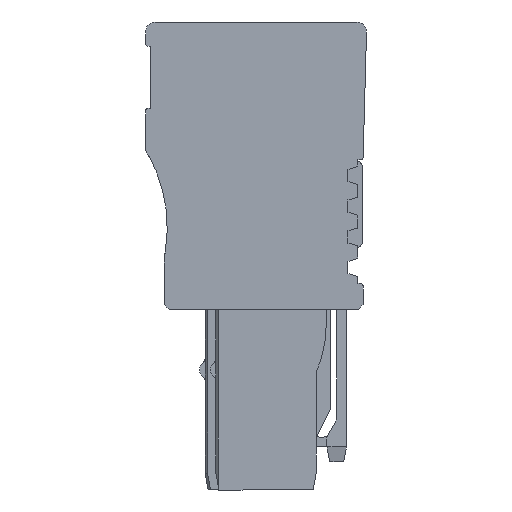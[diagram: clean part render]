
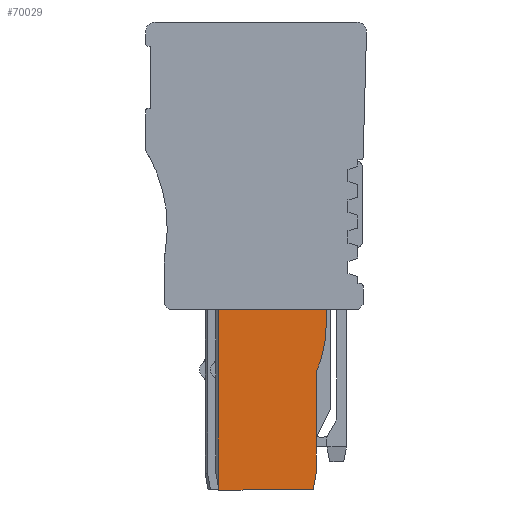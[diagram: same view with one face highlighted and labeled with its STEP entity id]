
A CAD part, left-side view. The second image highlights one B-rep face of the part: STEP entity #70029.
In plain terms, the highlighted planar face has unit normal (-1, 0, 0).
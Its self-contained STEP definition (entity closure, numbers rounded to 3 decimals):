
#67687=AXIS2_PLACEMENT_3D('Circle Axis2P3D',#67685,#67686,$) ;
#70005=AXIS2_PLACEMENT_3D('Plane Axis2P3D',#70002,#70003,#70004) ;
#66367=CARTESIAN_POINT('Vertex',(0.7,5.392,0.)) ;
#66370=CARTESIAN_POINT('Line Origine',(0.7,10.154,0.)) ;
#66374=CARTESIAN_POINT('Vertex',(0.7,14.917,0.)) ;
#67315=CARTESIAN_POINT('Line Origine',(0.7,14.967,9.267)) ;
#67319=CARTESIAN_POINT('Vertex',(0.7,14.967,18.25)) ;
#67321=CARTESIAN_POINT('Vertex',(0.7,14.967,0.284)) ;
#67367=CARTESIAN_POINT('Line Origine',(0.7,14.942,0.142)) ;
#67682=CARTESIAN_POINT('Vertex',(0.7,4.092,16.445)) ;
#67685=CARTESIAN_POINT('Axis2P3D Location',(0.7,15.092,16.492)) ;
#67689=CARTESIAN_POINT('Vertex',(0.7,5.092,11.91)) ;
#69535=CARTESIAN_POINT('Line Origine',(0.7,5.242,0.85)) ;
#69539=CARTESIAN_POINT('Vertex',(0.7,5.092,1.701)) ;
#69971=CARTESIAN_POINT('Line Origine',(0.7,5.092,6.805)) ;
#70002=CARTESIAN_POINT('Axis2P3D Location',(0.7,4.092,0.)) ;
#70007=CARTESIAN_POINT('Line Origine',(0.7,9.529,18.25)) ;
#70011=CARTESIAN_POINT('Vertex',(0.7,4.092,18.25)) ;
#70014=CARTESIAN_POINT('Line Origine',(0.7,4.092,17.348)) ;
#66371=DIRECTION('Vector Direction',(0.,-1.,0.)) ;
#67316=DIRECTION('Vector Direction',(0.,0.,-1.)) ;
#67368=DIRECTION('Vector Direction',(0.,0.174,0.985)) ;
#67686=DIRECTION('Axis2P3D Direction',(-1.,0.,0.)) ;
#69536=DIRECTION('Vector Direction',(0.,-0.174,0.985)) ;
#69972=DIRECTION('Vector Direction',(0.,0.,1.)) ;
#70003=DIRECTION('Axis2P3D Direction',(-1.,0.,0.)) ;
#70004=DIRECTION('Axis2P3D XDirection',(0.,1.,0.)) ;
#70008=DIRECTION('Vector Direction',(0.,1.,0.)) ;
#70015=DIRECTION('Vector Direction',(0.,0.,-1.)) ;
#66372=VECTOR('Line Direction',#66371,1.) ;
#67317=VECTOR('Line Direction',#67316,1.) ;
#67369=VECTOR('Line Direction',#67368,1.) ;
#69537=VECTOR('Line Direction',#69536,1.) ;
#69973=VECTOR('Line Direction',#69972,1.) ;
#70009=VECTOR('Line Direction',#70008,1.) ;
#70016=VECTOR('Line Direction',#70015,1.) ;
#70020=ORIENTED_EDGE('',*,*,#70013,.F.) ;
#70021=ORIENTED_EDGE('',*,*,#67323,.T.) ;
#70022=ORIENTED_EDGE('',*,*,#67371,.F.) ;
#70023=ORIENTED_EDGE('',*,*,#66376,.T.) ;
#70024=ORIENTED_EDGE('',*,*,#69541,.T.) ;
#70025=ORIENTED_EDGE('',*,*,#69975,.F.) ;
#70026=ORIENTED_EDGE('',*,*,#67691,.F.) ;
#70027=ORIENTED_EDGE('',*,*,#70018,.T.) ;
#70029=ADVANCED_FACE('GH_ZP4-1AN.1\\GH_ZP_M2NA_STA',(#70028),#70006,.T.) ;
#67688=CIRCLE('generated circle',#67687,11.) ;
#66376=EDGE_CURVE('',#66375,#66368,#66373,.T.) ;
#67323=EDGE_CURVE('',#67320,#67322,#67318,.T.) ;
#67371=EDGE_CURVE('',#66375,#67322,#67370,.T.) ;
#67691=EDGE_CURVE('',#67683,#67690,#67688,.F.) ;
#69541=EDGE_CURVE('',#66368,#69540,#69538,.T.) ;
#69975=EDGE_CURVE('',#67690,#69540,#69974,.F.) ;
#70013=EDGE_CURVE('',#67320,#70012,#70010,.F.) ;
#70018=EDGE_CURVE('',#67683,#70012,#70017,.F.) ;
#70019=EDGE_LOOP('',(#70020,#70021,#70022,#70023,#70024,#70025,#70026,#70027)) ;
#70028=FACE_OUTER_BOUND('',#70019,.T.) ;
#66373=LINE('Line',#66370,#66372) ;
#67318=LINE('Line',#67315,#67317) ;
#67370=LINE('Line',#67367,#67369) ;
#69538=LINE('Line',#69535,#69537) ;
#69974=LINE('Line',#69971,#69973) ;
#70010=LINE('Line',#70007,#70009) ;
#70017=LINE('Line',#70014,#70016) ;
#70006=PLANE('',#70005) ;
#66368=VERTEX_POINT('',#66367) ;
#66375=VERTEX_POINT('',#66374) ;
#67320=VERTEX_POINT('',#67319) ;
#67322=VERTEX_POINT('',#67321) ;
#67683=VERTEX_POINT('',#67682) ;
#67690=VERTEX_POINT('',#67689) ;
#69540=VERTEX_POINT('',#69539) ;
#70012=VERTEX_POINT('',#70011) ;
